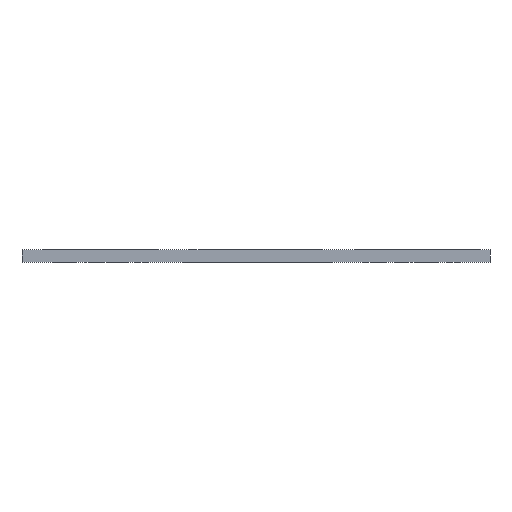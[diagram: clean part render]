
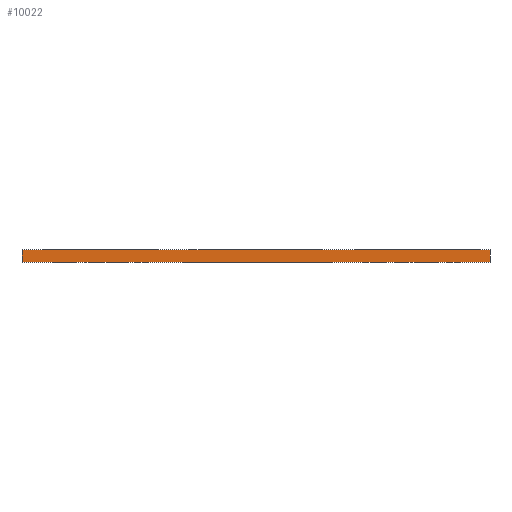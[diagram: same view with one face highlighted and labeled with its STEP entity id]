
A CAD part, front view. The second image highlights one B-rep face of the part: STEP entity #10022.
In plain terms, the highlighted planar face has unit normal (0, -1, 0).
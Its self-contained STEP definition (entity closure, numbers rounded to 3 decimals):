
#10022 = ADVANCED_FACE('',(#10023),#10057,.T.);
#10023 = FACE_BOUND('',#10024,.T.);
#10024 = EDGE_LOOP('',(#10025,#10035,#10043,#10051));
#10025 = ORIENTED_EDGE('',*,*,#10026,.T.);
#10026 = EDGE_CURVE('',#10027,#10029,#10031,.T.);
#10027 = VERTEX_POINT('',#10028);
#10028 = CARTESIAN_POINT('',(212.59,-116.78,0.));
#10029 = VERTEX_POINT('',#10030);
#10030 = CARTESIAN_POINT('',(212.59,-116.78,1.51));
#10031 = LINE('',#10032,#10033);
#10032 = CARTESIAN_POINT('',(212.59,-116.78,0.));
#10033 = VECTOR('',#10034,1.);
#10034 = DIRECTION('',(0.,0.,1.));
#10035 = ORIENTED_EDGE('',*,*,#10036,.T.);
#10036 = EDGE_CURVE('',#10029,#10037,#10039,.T.);
#10037 = VERTEX_POINT('',#10038);
#10038 = CARTESIAN_POINT('',(155.25,-116.78,1.51));
#10039 = LINE('',#10040,#10041);
#10040 = CARTESIAN_POINT('',(212.59,-116.78,1.51));
#10041 = VECTOR('',#10042,1.);
#10042 = DIRECTION('',(-1.,0.,0.));
#10043 = ORIENTED_EDGE('',*,*,#10044,.F.);
#10044 = EDGE_CURVE('',#10045,#10037,#10047,.T.);
#10045 = VERTEX_POINT('',#10046);
#10046 = CARTESIAN_POINT('',(155.25,-116.78,0.));
#10047 = LINE('',#10048,#10049);
#10048 = CARTESIAN_POINT('',(155.25,-116.78,0.));
#10049 = VECTOR('',#10050,1.);
#10050 = DIRECTION('',(0.,0.,1.));
#10051 = ORIENTED_EDGE('',*,*,#10052,.F.);
#10052 = EDGE_CURVE('',#10027,#10045,#10053,.T.);
#10053 = LINE('',#10054,#10055);
#10054 = CARTESIAN_POINT('',(212.59,-116.78,0.));
#10055 = VECTOR('',#10056,1.);
#10056 = DIRECTION('',(-1.,0.,0.));
#10057 = PLANE('',#10058);
#10058 = AXIS2_PLACEMENT_3D('',#10059,#10060,#10061);
#10059 = CARTESIAN_POINT('',(212.59,-116.78,0.));
#10060 = DIRECTION('',(0.,-1.,0.));
#10061 = DIRECTION('',(-1.,0.,0.));
